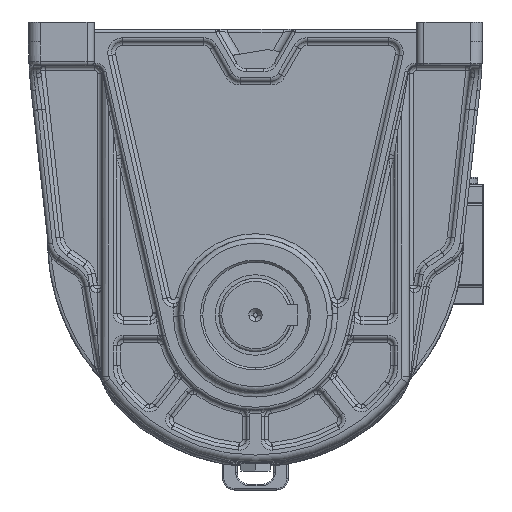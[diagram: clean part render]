
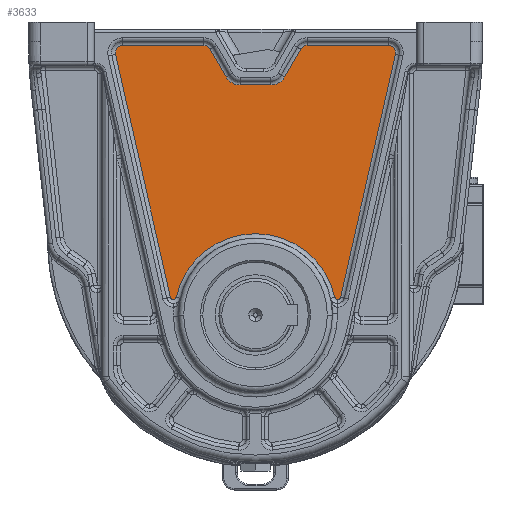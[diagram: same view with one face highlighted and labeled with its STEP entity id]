
A CAD part, front view. The second image highlights one B-rep face of the part: STEP entity #3633.
In plain terms, the highlighted planar face has unit normal (0, -1, 0).
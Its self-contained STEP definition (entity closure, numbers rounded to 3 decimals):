
#16 = CARTESIAN_POINT ( 'NONE',  ( 56.127, -9., -38.509 ) ) ;
#82 = CARTESIAN_POINT ( 'NONE',  ( -10.501, -9., 117. ) ) ;
#1324 = CARTESIAN_POINT ( 'NONE',  ( 58.078, -9., -38.949 ) ) ;
#1948 = CARTESIAN_POINT ( 'NONE',  ( 10.381, -9., 117. ) ) ;
#2728 = AXIS2_PLACEMENT_3D ( 'NONE', #42246, #47247, #20367 ) ;
#3411 = EDGE_CURVE ( 'NONE', #41384, #56116, #49414, .T. ) ;
#3570 = DIRECTION ( 'NONE',  ( 0., -1., 0. ) ) ;
#3633 = ADVANCED_FACE ( 'NONE', ( #29786 ), #63830, .T. ) ;
#3894 = DIRECTION ( 'NONE',  ( -0.22, 0., 0.975 ) ) ;
#4478 = AXIS2_PLACEMENT_3D ( 'NONE', #46161, #8470, #13876 ) ;
#4605 = CARTESIAN_POINT ( 'NONE',  ( -20.027, -9., 111.5 ) ) ;
#4613 = CARTESIAN_POINT ( 'NONE',  ( -95.506, -9., 126.899 ) ) ;
#5093 = DIRECTION ( 'NONE',  ( 0., -1., 0. ) ) ;
#5290 = LINE ( 'NONE', #59499, #28543 ) ;
#5729 = VERTEX_POINT ( 'NONE', #65079 ) ;
#6113 = CARTESIAN_POINT ( 'NONE',  ( 35.207, -9., 133. ) ) ;
#6342 = AXIS2_PLACEMENT_3D ( 'NONE', #16, #60978, #55595 ) ;
#7241 = VECTOR ( 'NONE', #3894, 1000. ) ;
#7924 = CIRCLE ( 'NONE', #4478, 5. ) ;
#7937 = VECTOR ( 'NONE', #64525, 1000. ) ;
#8128 = DIRECTION ( 'NONE',  ( -0.22, 0., -0.975 ) ) ;
#8470 = DIRECTION ( 'NONE',  ( 0., 1., 0. ) ) ;
#8884 = ORIENTED_EDGE ( 'NONE', *, *, #47391, .F. ) ;
#9317 = VERTEX_POINT ( 'NONE', #4613 ) ;
#9463 = DIRECTION ( 'NONE',  ( 0., -1., 0. ) ) ;
#9637 = CARTESIAN_POINT ( 'NONE',  ( 0., -9., 0. ) ) ;
#9803 = AXIS2_PLACEMENT_3D ( 'NONE', #38342, #54140, #26877 ) ;
#10354 = CARTESIAN_POINT ( 'NONE',  ( 10.381, -9., 106. ) ) ;
#10372 = LINE ( 'NONE', #53811, #50979 ) ;
#10504 = EDGE_CURVE ( 'NONE', #46058, #64022, #5290, .T. ) ;
#10765 = CARTESIAN_POINT ( 'NONE',  ( -35.327, -9., 128. ) ) ;
#11823 = EDGE_CURVE ( 'NONE', #22131, #69839, #15402, .T. ) ;
#12497 = VERTEX_POINT ( 'NONE', #1324 ) ;
#13799 = DIRECTION ( 'NONE',  ( 0., -1., 0. ) ) ;
#13876 = DIRECTION ( 'NONE',  ( 0., 0., 1. ) ) ;
#15402 = CIRCLE ( 'NONE', #53245, 5. ) ;
#16366 = ORIENTED_EDGE ( 'NONE', *, *, #11823, .F. ) ;
#16467 = DIRECTION ( 'NONE',  ( 0.5, 0., 0.866 ) ) ;
#18487 = DIRECTION ( 'NONE',  ( 0., 0., -1. ) ) ;
#19379 = EDGE_CURVE ( 'NONE', #25120, #22131, #49833, .T. ) ;
#19973 = DIRECTION ( 'NONE',  ( 0., 1., 0. ) ) ;
#20367 = DIRECTION ( 'NONE',  ( 0.975, 0., -0.22 ) ) ;
#20376 = VERTEX_POINT ( 'NONE', #4605 ) ;
#20656 = EDGE_CURVE ( 'NONE', #28756, #66135, #7924, .T. ) ;
#21086 = CARTESIAN_POINT ( 'NONE',  ( 90.629, -9., 133. ) ) ;
#21333 = VECTOR ( 'NONE', #57672, 1000. ) ;
#21772 = ORIENTED_EDGE ( 'NONE', *, *, #25492, .F. ) ;
#22131 = VERTEX_POINT ( 'NONE', #44537 ) ;
#22364 = EDGE_CURVE ( 'NONE', #35121, #41384, #10372, .T. ) ;
#22653 = AXIS2_PLACEMENT_3D ( 'NONE', #9637, #3570, #70274 ) ;
#23218 = ORIENTED_EDGE ( 'NONE', *, *, #69070, .F. ) ;
#24052 = CARTESIAN_POINT ( 'NONE',  ( -30.997, -9., 130.5 ) ) ;
#25040 = CARTESIAN_POINT ( 'NONE',  ( -90.629, -9., 133. ) ) ;
#25080 = CARTESIAN_POINT ( 'NONE',  ( 35.207, -9., 133. ) ) ;
#25120 = VERTEX_POINT ( 'NONE', #62905 ) ;
#25492 = EDGE_CURVE ( 'NONE', #69839, #28756, #35812, .T. ) ;
#25630 = DIRECTION ( 'NONE',  ( 0.976, 0., 0.217 ) ) ;
#25801 = EDGE_CURVE ( 'NONE', #66135, #12497, #52611, .T. ) ;
#25920 = ORIENTED_EDGE ( 'NONE', *, *, #52946, .F. ) ;
#26533 = DIRECTION ( 'NONE',  ( 1., 0., 0. ) ) ;
#26543 = CARTESIAN_POINT ( 'NONE',  ( -35.327, -9., 133. ) ) ;
#26877 = DIRECTION ( 'NONE',  ( 0.976, 0., -0.217 ) ) ;
#28543 = VECTOR ( 'NONE', #70609, 1000. ) ;
#28621 = AXIS2_PLACEMENT_3D ( 'NONE', #1948, #13799, #18487 ) ;
#28756 = VERTEX_POINT ( 'NONE', #21086 ) ;
#29786 = FACE_OUTER_BOUND ( 'NONE', #36711, .T. ) ;
#31675 = CARTESIAN_POINT ( 'NONE',  ( 54.175, -9., -38.943 ) ) ;
#31715 = CARTESIAN_POINT ( 'NONE',  ( 0., -9., -51. ) ) ;
#33049 = DIRECTION ( 'NONE',  ( 0., 0., 1. ) ) ;
#34413 = EDGE_CURVE ( 'NONE', #50302, #5729, #45102, .T. ) ;
#34515 = AXIS2_PLACEMENT_3D ( 'NONE', #10765, #39126, #33049 ) ;
#34867 = AXIS2_PLACEMENT_3D ( 'NONE', #57911, #46457, #58638 ) ;
#35121 = VERTEX_POINT ( 'NONE', #25040 ) ;
#35734 = CARTESIAN_POINT ( 'NONE',  ( 95.506, -9., 126.899 ) ) ;
#35812 = LINE ( 'NONE', #25080, #21333 ) ;
#36051 = ORIENTED_EDGE ( 'NONE', *, *, #41552, .F. ) ;
#36711 = EDGE_LOOP ( 'NONE', ( #42391, #8884, #54959, #54638, #57846, #36051, #57668, #66873, #21772, #16366, #45617, #25920, #41012, #44978, #23218, #60509, #48590 ) ) ;
#38342 = CARTESIAN_POINT ( 'NONE',  ( -56.127, -9., -38.509 ) ) ;
#38753 = CARTESIAN_POINT ( 'NONE',  ( -10.501, -9., 106. ) ) ;
#39126 = DIRECTION ( 'NONE',  ( 0., 1., 0. ) ) ;
#40759 = CIRCLE ( 'NONE', #9803, 2. ) ;
#40893 = CARTESIAN_POINT ( 'NONE',  ( -58.078, -9., -38.949 ) ) ;
#41012 = ORIENTED_EDGE ( 'NONE', *, *, #10504, .F. ) ;
#41384 = VERTEX_POINT ( 'NONE', #26543 ) ;
#41552 = EDGE_CURVE ( 'NONE', #12497, #63737, #69229, .T. ) ;
#41831 = CIRCLE ( 'NONE', #6342, 2. ) ;
#42246 = CARTESIAN_POINT ( 'NONE',  ( 56.127, -9., -38.509 ) ) ;
#42391 = ORIENTED_EDGE ( 'NONE', *, *, #59980, .F. ) ;
#43370 = CARTESIAN_POINT ( 'NONE',  ( 95.506, -9., 126.899 ) ) ;
#43935 = EDGE_CURVE ( 'NONE', #5729, #66300, #40759, .T. ) ;
#44537 = CARTESIAN_POINT ( 'NONE',  ( 30.877, -9., 130.5 ) ) ;
#44827 = CARTESIAN_POINT ( 'NONE',  ( 19.907, -9., 111.5 ) ) ;
#44922 = DIRECTION ( 'NONE',  ( -0.866, 0., -0.5 ) ) ;
#44978 = ORIENTED_EDGE ( 'NONE', *, *, #61539, .F. ) ;
#45102 = CIRCLE ( 'NONE', #55439, 55.5 ) ;
#45617 = ORIENTED_EDGE ( 'NONE', *, *, #19379, .F. ) ;
#46058 = VERTEX_POINT ( 'NONE', #38753 ) ;
#46161 = CARTESIAN_POINT ( 'NONE',  ( 90.629, -9., 128. ) ) ;
#46457 = DIRECTION ( 'NONE',  ( 0., 1., 0. ) ) ;
#47247 = DIRECTION ( 'NONE',  ( 0., 1., 0. ) ) ;
#47391 = EDGE_CURVE ( 'NONE', #66300, #9317, #47669, .T. ) ;
#47577 = DIRECTION ( 'NONE',  ( -0.866, 0., 0.5 ) ) ;
#47669 = LINE ( 'NONE', #40893, #7241 ) ;
#48590 = ORIENTED_EDGE ( 'NONE', *, *, #22364, .F. ) ;
#49414 = CIRCLE ( 'NONE', #34515, 5. ) ;
#49516 = CARTESIAN_POINT ( 'NONE',  ( 56.127, -9., -40.509 ) ) ;
#49833 = LINE ( 'NONE', #44827, #53596 ) ;
#50302 = VERTEX_POINT ( 'NONE', #31675 ) ;
#50979 = VECTOR ( 'NONE', #26533, 1000. ) ;
#52611 = LINE ( 'NONE', #35734, #56915 ) ;
#52946 = EDGE_CURVE ( 'NONE', #64022, #25120, #60662, .T. ) ;
#53245 = AXIS2_PLACEMENT_3D ( 'NONE', #68440, #19973, #47577 ) ;
#53596 = VECTOR ( 'NONE', #16467, 1000. ) ;
#53811 = CARTESIAN_POINT ( 'NONE',  ( -90.629, -9., 133. ) ) ;
#54140 = DIRECTION ( 'NONE',  ( 0., 1., 0. ) ) ;
#54638 = ORIENTED_EDGE ( 'NONE', *, *, #34413, .F. ) ;
#54959 = ORIENTED_EDGE ( 'NONE', *, *, #43935, .F. ) ;
#55439 = AXIS2_PLACEMENT_3D ( 'NONE', #31715, #9463, #25630 ) ;
#55595 = DIRECTION ( 'NONE',  ( 0.975, 0., -0.22 ) ) ;
#56116 = VERTEX_POINT ( 'NONE', #24052 ) ;
#56915 = VECTOR ( 'NONE', #8128, 1000. ) ;
#57668 = ORIENTED_EDGE ( 'NONE', *, *, #25801, .F. ) ;
#57672 = DIRECTION ( 'NONE',  ( 1., 0., 0. ) ) ;
#57846 = ORIENTED_EDGE ( 'NONE', *, *, #62958, .F. ) ;
#57911 = CARTESIAN_POINT ( 'NONE',  ( -90.629, -9., 128. ) ) ;
#58638 = DIRECTION ( 'NONE',  ( -0.975, 0., -0.22 ) ) ;
#59499 = CARTESIAN_POINT ( 'NONE',  ( -10.501, -9., 106. ) ) ;
#59980 = EDGE_CURVE ( 'NONE', #9317, #35121, #70368, .T. ) ;
#60473 = LINE ( 'NONE', #66229, #7937 ) ;
#60509 = ORIENTED_EDGE ( 'NONE', *, *, #3411, .F. ) ;
#60662 = CIRCLE ( 'NONE', #28621, 11. ) ;
#60978 = DIRECTION ( 'NONE',  ( 0., 1., 0. ) ) ;
#61539 = EDGE_CURVE ( 'NONE', #20376, #46058, #62298, .T. ) ;
#62298 = CIRCLE ( 'NONE', #65729, 11. ) ;
#62905 = CARTESIAN_POINT ( 'NONE',  ( 19.907, -9., 111.5 ) ) ;
#62958 = EDGE_CURVE ( 'NONE', #63737, #50302, #41831, .T. ) ;
#63050 = CARTESIAN_POINT ( 'NONE',  ( -58.078, -9., -38.949 ) ) ;
#63737 = VERTEX_POINT ( 'NONE', #49516 ) ;
#63830 = PLANE ( 'NONE',  #22653 ) ;
#64022 = VERTEX_POINT ( 'NONE', #10354 ) ;
#64525 = DIRECTION ( 'NONE',  ( 0.5, 0., -0.866 ) ) ;
#65079 = CARTESIAN_POINT ( 'NONE',  ( -54.175, -9., -38.943 ) ) ;
#65729 = AXIS2_PLACEMENT_3D ( 'NONE', #82, #5093, #44922 ) ;
#66135 = VERTEX_POINT ( 'NONE', #43370 ) ;
#66229 = CARTESIAN_POINT ( 'NONE',  ( -30.997, -9., 130.5 ) ) ;
#66300 = VERTEX_POINT ( 'NONE', #63050 ) ;
#66873 = ORIENTED_EDGE ( 'NONE', *, *, #20656, .F. ) ;
#68440 = CARTESIAN_POINT ( 'NONE',  ( 35.207, -9., 128. ) ) ;
#69070 = EDGE_CURVE ( 'NONE', #56116, #20376, #60473, .T. ) ;
#69229 = CIRCLE ( 'NONE', #2728, 2. ) ;
#69839 = VERTEX_POINT ( 'NONE', #6113 ) ;
#70274 = DIRECTION ( 'NONE',  ( 0., 0., -1. ) ) ;
#70368 = CIRCLE ( 'NONE', #34867, 5. ) ;
#70609 = DIRECTION ( 'NONE',  ( 1., 0., 0. ) ) ;
